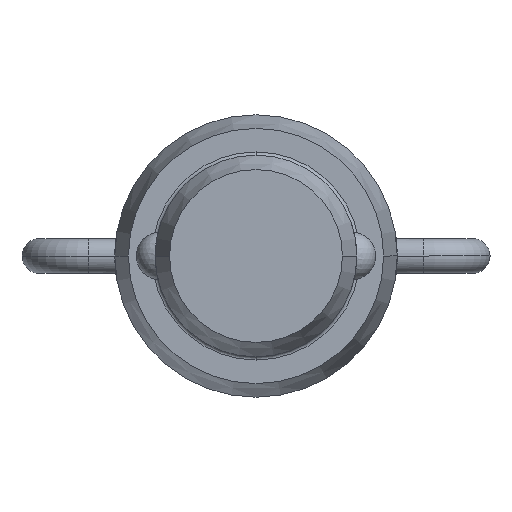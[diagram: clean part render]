
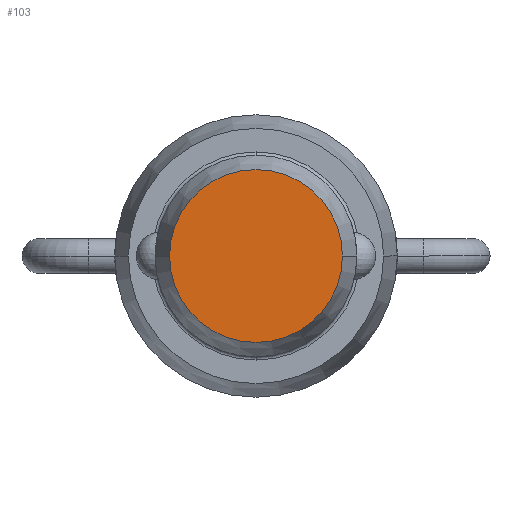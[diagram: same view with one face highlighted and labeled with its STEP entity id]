
A CAD part, front view. The second image highlights one B-rep face of the part: STEP entity #103.
In plain terms, the highlighted planar face has unit normal (0, -1, 0).
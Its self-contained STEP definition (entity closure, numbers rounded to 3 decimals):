
#103=ADVANCED_FACE('',(#223),#224,.T.);
#223=FACE_OUTER_BOUND('',#356,.T.);
#224=PLANE('',#357);
#356=EDGE_LOOP('',(#591,#592));
#357=AXIS2_PLACEMENT_3D('',#593,#594,#595);
#591=ORIENTED_EDGE('',*,*,#860,.T.);
#592=ORIENTED_EDGE('',*,*,#882,.T.);
#593=CARTESIAN_POINT('',(-3.175,-39.624,0.0));
#594=DIRECTION('',(0.,-1.0,0.0));
#595=DIRECTION('',(1.0,0.,0.0));
#860=EDGE_CURVE('',#1047,#1050,#1052,.T.);
#882=EDGE_CURVE('',#1050,#1047,#1080,.T.);
#1047=VERTEX_POINT('',#1410);
#1050=VERTEX_POINT('',#1414);
#1052=CIRCLE('',#1417,5.44);
#1080=CIRCLE('',#1445,5.44);
#1410=CARTESIAN_POINT('',(-5.44,-39.624,0.0));
#1414=CARTESIAN_POINT('',(5.44,-39.624,0.));
#1417=AXIS2_PLACEMENT_3D('',#1641,#1642,#1643);
#1445=AXIS2_PLACEMENT_3D('',#1686,#1687,#1688);
#1641=CARTESIAN_POINT('',(0.0,-39.624,0.0));
#1642=DIRECTION('',(0.,-1.0,0.0));
#1643=DIRECTION('',(-1.0,0.,0.0));
#1686=CARTESIAN_POINT('',(0.0,-39.624,0.0));
#1687=DIRECTION('',(0.,-1.0,0.0));
#1688=DIRECTION('',(-1.0,0.,0.0));
